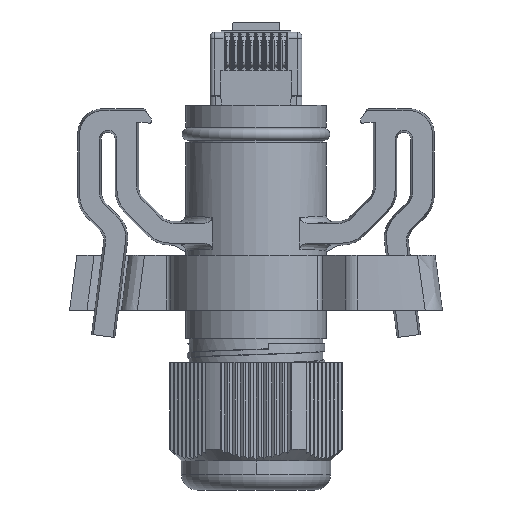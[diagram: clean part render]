
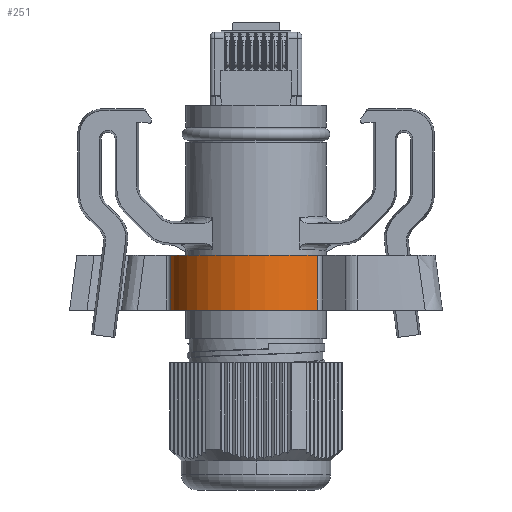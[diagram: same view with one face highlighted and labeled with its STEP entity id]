
A CAD part, front view. The second image highlights one B-rep face of the part: STEP entity #251.
In plain terms, the highlighted cylindrical face has radius 11 mm (diameter 22 mm), a partial arc.
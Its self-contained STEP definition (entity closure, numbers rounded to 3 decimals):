
#251 = ADVANCED_FACE ( 'NONE', ( #36555 ), #13575, .T. ) ;
#801 = EDGE_CURVE ( 'NONE', #23730, #14809, #3144, .T. ) ;
#904 = DIRECTION ( 'NONE',  ( -1., 0., 0. ) ) ;
#1144 = CIRCLE ( 'NONE', #28189, 11. ) ;
#3144 = CIRCLE ( 'NONE', #16088, 11. ) ;
#4555 = EDGE_CURVE ( 'NONE', #17014, #36608, #1144, .T. ) ;
#5205 = ORIENTED_EDGE ( 'NONE', *, *, #33758, .T. ) ;
#6465 = CARTESIAN_POINT ( 'NONE',  ( -10.906, -1.435, -19.1 ) ) ;
#9167 = DIRECTION ( 'NONE',  ( -1., 0., 0. ) ) ;
#10065 = CARTESIAN_POINT ( 'NONE',  ( -10.906, -1.435, -26.1 ) ) ;
#11465 = ORIENTED_EDGE ( 'NONE', *, *, #801, .F. ) ;
#11726 = VECTOR ( 'NONE', #34231, 1000. ) ;
#13575 = CYLINDRICAL_SURFACE ( 'NONE', #34867, 11. ) ;
#14210 = EDGE_CURVE ( 'NONE', #36608, #14809, #33680, .T. ) ;
#14809 = VERTEX_POINT ( 'NONE', #10065 ) ;
#15434 = ORIENTED_EDGE ( 'NONE', *, *, #14210, .T. ) ;
#15972 = ORIENTED_EDGE ( 'NONE', *, *, #4555, .T. ) ;
#16088 = AXIS2_PLACEMENT_3D ( 'NONE', #35861, #35890, #9167 ) ;
#17014 = VERTEX_POINT ( 'NONE', #36813 ) ;
#18908 = DIRECTION ( 'NONE',  ( 0., 0., -1. ) ) ;
#19181 = CARTESIAN_POINT ( 'NONE',  ( 7.799, -7.757, -26.1 ) ) ;
#19242 = VECTOR ( 'NONE', #18908, 1000. ) ;
#19367 = LINE ( 'NONE', #31313, #11726 ) ;
#23730 = VERTEX_POINT ( 'NONE', #19181 ) ;
#25180 = CARTESIAN_POINT ( 'NONE',  ( 0., 0., -19.1 ) ) ;
#25226 = DIRECTION ( 'NONE',  ( -1., 0., 0. ) ) ;
#25553 = DIRECTION ( 'NONE',  ( 0., 0., -1. ) ) ;
#28189 = AXIS2_PLACEMENT_3D ( 'NONE', #35617, #36676, #904 ) ;
#31313 = CARTESIAN_POINT ( 'NONE',  ( 7.799, -7.757, -19.1 ) ) ;
#31688 = EDGE_LOOP ( 'NONE', ( #5205, #15972, #15434, #11465 ) ) ;
#33680 = LINE ( 'NONE', #36216, #19242 ) ;
#33758 = EDGE_CURVE ( 'NONE', #23730, #17014, #19367, .T. ) ;
#34231 = DIRECTION ( 'NONE',  ( 0., 0., 1. ) ) ;
#34867 = AXIS2_PLACEMENT_3D ( 'NONE', #25180, #25553, #25226 ) ;
#35617 = CARTESIAN_POINT ( 'NONE',  ( 0., 0., -19.1 ) ) ;
#35861 = CARTESIAN_POINT ( 'NONE',  ( 0., 0., -26.1 ) ) ;
#35890 = DIRECTION ( 'NONE',  ( 0., 0., -1. ) ) ;
#36216 = CARTESIAN_POINT ( 'NONE',  ( -10.906, -1.435, -19.1 ) ) ;
#36555 = FACE_OUTER_BOUND ( 'NONE', #31688, .T. ) ;
#36608 = VERTEX_POINT ( 'NONE', #6465 ) ;
#36676 = DIRECTION ( 'NONE',  ( 0., 0., -1. ) ) ;
#36813 = CARTESIAN_POINT ( 'NONE',  ( 7.799, -7.757, -19.1 ) ) ;
